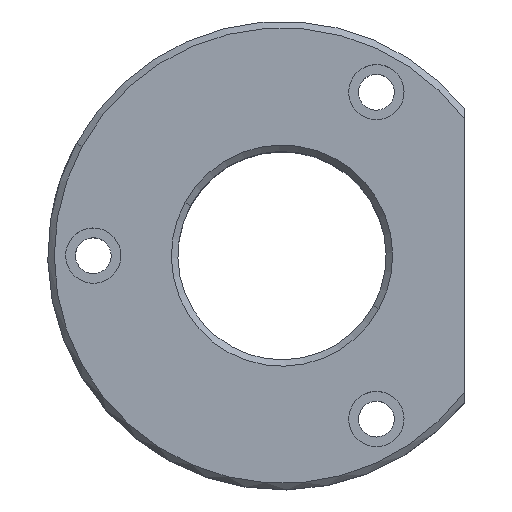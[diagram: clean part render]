
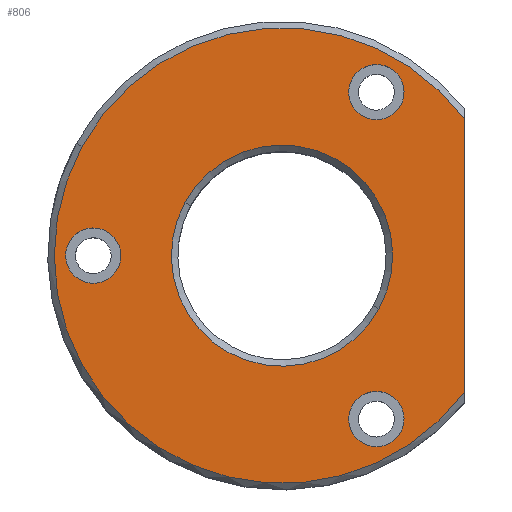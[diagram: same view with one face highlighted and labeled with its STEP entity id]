
A CAD part, top view. The second image highlights one B-rep face of the part: STEP entity #806.
In plain terms, the highlighted planar face has unit normal (0, 0, 1).
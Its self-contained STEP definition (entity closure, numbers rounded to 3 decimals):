
#664=CARTESIAN_POINT('Vertex',(-30.715,16.78,15.)) ;
#667=CARTESIAN_POINT('Axis2P3D Location',(0.,0.,15.)) ;
#671=CARTESIAN_POINT('Vertex',(28.,21.,15.)) ;
#692=CARTESIAN_POINT('Axis2P3D Location',(0.,0.,15.)) ;
#696=CARTESIAN_POINT('Vertex',(28.,-21.,15.)) ;
#719=CARTESIAN_POINT('Axis2P3D Location',(-16.,0.,15.)) ;
#724=CARTESIAN_POINT('Line Origine',(28.,0.,15.)) ;
#734=CARTESIAN_POINT('Axis2P3D Location',(14.5,25.115,15.)) ;
#738=CARTESIAN_POINT('Vertex',(10.77,27.152,15.)) ;
#740=CARTESIAN_POINT('Vertex',(18.23,23.077,15.)) ;
#743=CARTESIAN_POINT('Axis2P3D Location',(14.5,25.115,15.)) ;
#752=CARTESIAN_POINT('Axis2P3D Location',(0.,0.,15.)) ;
#756=CARTESIAN_POINT('Vertex',(-14.919,8.15,15.)) ;
#758=CARTESIAN_POINT('Vertex',(14.919,-8.15,15.)) ;
#761=CARTESIAN_POINT('Axis2P3D Location',(0.,0.,15.)) ;
#770=CARTESIAN_POINT('Axis2P3D Location',(14.5,-25.115,15.)) ;
#774=CARTESIAN_POINT('Vertex',(10.77,-23.077,15.)) ;
#776=CARTESIAN_POINT('Vertex',(18.23,-27.152,15.)) ;
#779=CARTESIAN_POINT('Axis2P3D Location',(14.5,-25.115,15.)) ;
#788=CARTESIAN_POINT('Axis2P3D Location',(-29.,0.,15.)) ;
#792=CARTESIAN_POINT('Vertex',(-32.73,2.038,15.)) ;
#794=CARTESIAN_POINT('Vertex',(-25.27,-2.038,15.)) ;
#797=CARTESIAN_POINT('Axis2P3D Location',(-29.,0.,15.)) ;
#668=DIRECTION('Axis2P3D Direction',(0.,0.,-1.)) ;
#693=DIRECTION('Axis2P3D Direction',(0.,0.,-1.)) ;
#720=DIRECTION('Axis2P3D Direction',(0.,0.,-1.)) ;
#721=DIRECTION('Axis2P3D XDirection',(1.,0.,0.)) ;
#725=DIRECTION('Vector Direction',(0.,1.,0.)) ;
#735=DIRECTION('Axis2P3D Direction',(0.,0.,-1.)) ;
#744=DIRECTION('Axis2P3D Direction',(0.,0.,-1.)) ;
#753=DIRECTION('Axis2P3D Direction',(0.,0.,-1.)) ;
#762=DIRECTION('Axis2P3D Direction',(0.,0.,-1.)) ;
#771=DIRECTION('Axis2P3D Direction',(0.,0.,-1.)) ;
#780=DIRECTION('Axis2P3D Direction',(0.,0.,-1.)) ;
#789=DIRECTION('Axis2P3D Direction',(0.,0.,-1.)) ;
#798=DIRECTION('Axis2P3D Direction',(0.,0.,-1.)) ;
#669=AXIS2_PLACEMENT_3D('Circle Axis2P3D',#667,#668,$) ;
#694=AXIS2_PLACEMENT_3D('Circle Axis2P3D',#692,#693,$) ;
#722=AXIS2_PLACEMENT_3D('Plane Axis2P3D',#719,#720,#721) ;
#736=AXIS2_PLACEMENT_3D('Circle Axis2P3D',#734,#735,$) ;
#745=AXIS2_PLACEMENT_3D('Circle Axis2P3D',#743,#744,$) ;
#754=AXIS2_PLACEMENT_3D('Circle Axis2P3D',#752,#753,$) ;
#763=AXIS2_PLACEMENT_3D('Circle Axis2P3D',#761,#762,$) ;
#772=AXIS2_PLACEMENT_3D('Circle Axis2P3D',#770,#771,$) ;
#781=AXIS2_PLACEMENT_3D('Circle Axis2P3D',#779,#780,$) ;
#790=AXIS2_PLACEMENT_3D('Circle Axis2P3D',#788,#789,$) ;
#799=AXIS2_PLACEMENT_3D('Circle Axis2P3D',#797,#798,$) ;
#730=ORIENTED_EDGE('',*,*,#728,.T.) ;
#731=ORIENTED_EDGE('',*,*,#673,.F.) ;
#732=ORIENTED_EDGE('',*,*,#698,.F.) ;
#749=ORIENTED_EDGE('',*,*,#742,.T.) ;
#750=ORIENTED_EDGE('',*,*,#747,.T.) ;
#767=ORIENTED_EDGE('',*,*,#760,.T.) ;
#768=ORIENTED_EDGE('',*,*,#765,.T.) ;
#785=ORIENTED_EDGE('',*,*,#778,.T.) ;
#786=ORIENTED_EDGE('',*,*,#783,.T.) ;
#803=ORIENTED_EDGE('',*,*,#796,.T.) ;
#804=ORIENTED_EDGE('',*,*,#801,.T.) ;
#751=FACE_BOUND('',#748,.T.) ;
#769=FACE_BOUND('',#766,.T.) ;
#787=FACE_BOUND('',#784,.T.) ;
#805=FACE_BOUND('',#802,.T.) ;
#726=VECTOR('Line Direction',#725,1.) ;
#806=ADVANCED_FACE('PartBody',(#733,#751,#769,#787,#805),#723,.F.) ;
#670=CIRCLE('generated circle',#669,35.) ;
#695=CIRCLE('generated circle',#694,35.) ;
#737=CIRCLE('generated circle',#736,4.25) ;
#746=CIRCLE('generated circle',#745,4.25) ;
#755=CIRCLE('generated circle',#754,17.) ;
#764=CIRCLE('generated circle',#763,17.) ;
#773=CIRCLE('generated circle',#772,4.25) ;
#782=CIRCLE('generated circle',#781,4.25) ;
#791=CIRCLE('generated circle',#790,4.25) ;
#800=CIRCLE('generated circle',#799,4.25) ;
#673=EDGE_CURVE('',#665,#672,#670,.T.) ;
#698=EDGE_CURVE('',#697,#665,#695,.T.) ;
#728=EDGE_CURVE('',#697,#672,#727,.T.) ;
#742=EDGE_CURVE('',#739,#741,#737,.T.) ;
#747=EDGE_CURVE('',#741,#739,#746,.T.) ;
#760=EDGE_CURVE('',#757,#759,#755,.T.) ;
#765=EDGE_CURVE('',#759,#757,#764,.T.) ;
#778=EDGE_CURVE('',#775,#777,#773,.T.) ;
#783=EDGE_CURVE('',#777,#775,#782,.T.) ;
#796=EDGE_CURVE('',#793,#795,#791,.T.) ;
#801=EDGE_CURVE('',#795,#793,#800,.T.) ;
#729=EDGE_LOOP('',(#730,#731,#732)) ;
#748=EDGE_LOOP('',(#749,#750)) ;
#766=EDGE_LOOP('',(#767,#768)) ;
#784=EDGE_LOOP('',(#785,#786)) ;
#802=EDGE_LOOP('',(#803,#804)) ;
#733=FACE_OUTER_BOUND('',#729,.T.) ;
#727=LINE('Line',#724,#726) ;
#723=PLANE('Plane',#722) ;
#665=VERTEX_POINT('',#664) ;
#672=VERTEX_POINT('',#671) ;
#697=VERTEX_POINT('',#696) ;
#739=VERTEX_POINT('',#738) ;
#741=VERTEX_POINT('',#740) ;
#757=VERTEX_POINT('',#756) ;
#759=VERTEX_POINT('',#758) ;
#775=VERTEX_POINT('',#774) ;
#777=VERTEX_POINT('',#776) ;
#793=VERTEX_POINT('',#792) ;
#795=VERTEX_POINT('',#794) ;
